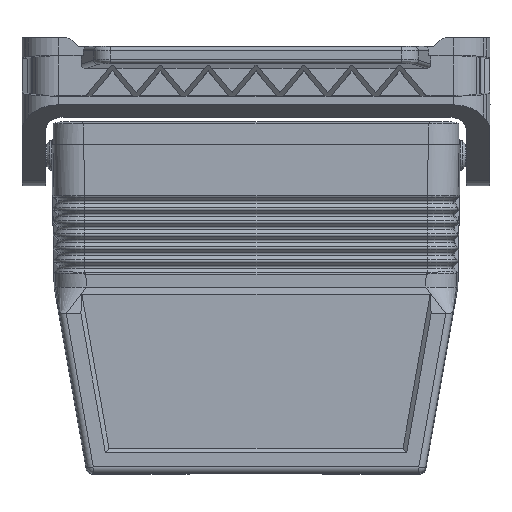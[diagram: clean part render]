
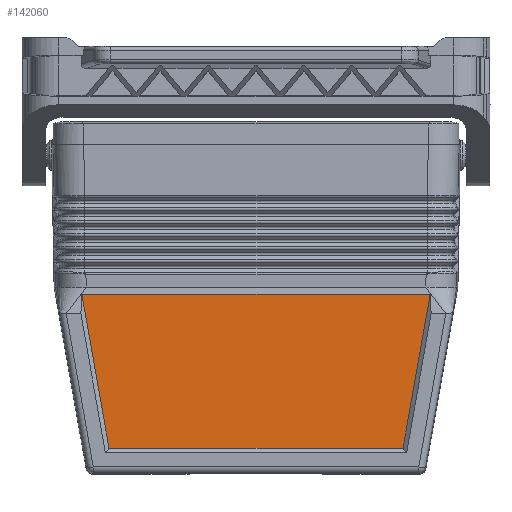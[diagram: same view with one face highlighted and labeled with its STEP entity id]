
A CAD part, front view. The second image highlights one B-rep face of the part: STEP entity #142060.
In plain terms, the highlighted face is planar.
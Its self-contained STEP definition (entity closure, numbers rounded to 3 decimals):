
#136160=CARTESIAN_POINT('',(417.083,-22.843,
34.87));
#136170=VERTEX_POINT('',#136160);
#136200=CARTESIAN_POINT('',(417.083,44.373,
34.87));
#136210=DIRECTION('',(0.,1.,0.));
#136220=VECTOR('',#136210,1.);
#136230=LINE('',#136200,#136220);
#136240=CARTESIAN_POINT('',(417.083,57.156,
34.87));
#136250=VERTEX_POINT('',#136240);
#136260=EDGE_CURVE('',#136170,#136250,#136230,.T.);
#141760=CARTESIAN_POINT('',(417.083,-12.317,
48.893));
#141770=DIRECTION('',(1.,0.,0.));
#141780=DIRECTION('',(0.,1.,0.));
#141790=AXIS2_PLACEMENT_3D('',#141760,#141770,#141780);
#141800=PLANE('',#141790);
#141810=CARTESIAN_POINT('',(417.083,-26.831,
12.233));
#141820=DIRECTION('',(0.,-0.174,
-0.985));
#141830=VECTOR('',#141820,1.);
#141840=LINE('',#141810,#141830);
#141850=CARTESIAN_POINT('',(417.083,-16.613,
70.233));
#141860=VERTEX_POINT('',#141850);
#141870=EDGE_CURVE('',#141860,#136170,#141840,.T.);
#141880=ORIENTED_EDGE('',*,*,#141870,.T.);
#141890=CARTESIAN_POINT('',(417.083,44.373,
70.233));
#141900=DIRECTION('',(0.,-1.,0.));
#141910=VECTOR('',#141900,1.);
#141920=LINE('',#141890,#141910);
#141930=CARTESIAN_POINT('',(417.083,50.926,
70.233));
#141940=VERTEX_POINT('',#141930);
#141950=EDGE_CURVE('',#141940,#141860,#141920,.T.);
#141960=ORIENTED_EDGE('',*,*,#141950,.T.);
#141970=CARTESIAN_POINT('',(417.083,61.144,
12.233));
#141980=DIRECTION('',(0.,0.174,
-0.985));
#141990=VECTOR('',#141980,1.);
#142000=LINE('',#141970,#141990);
#142010=EDGE_CURVE('',#141940,#136250,#142000,.T.);
#142020=ORIENTED_EDGE('',*,*,#142010,.F.);
#142030=ORIENTED_EDGE('',*,*,#136260,.T.);
#142040=EDGE_LOOP('',(#142030,#142020,#141960,#141880));
#142050=FACE_OUTER_BOUND('',#142040,.T.);
#142060=ADVANCED_FACE('',(#142050),#141800,.T.);
